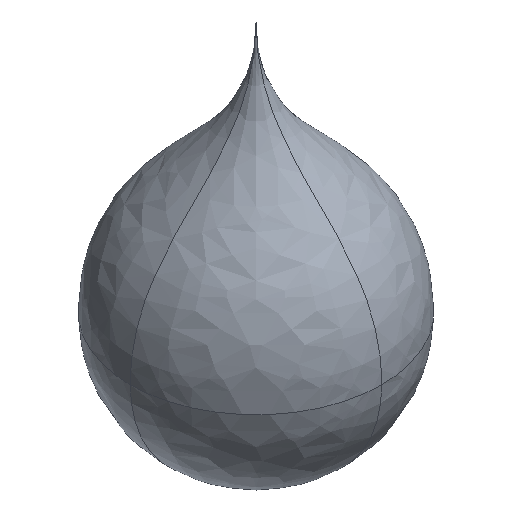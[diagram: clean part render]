
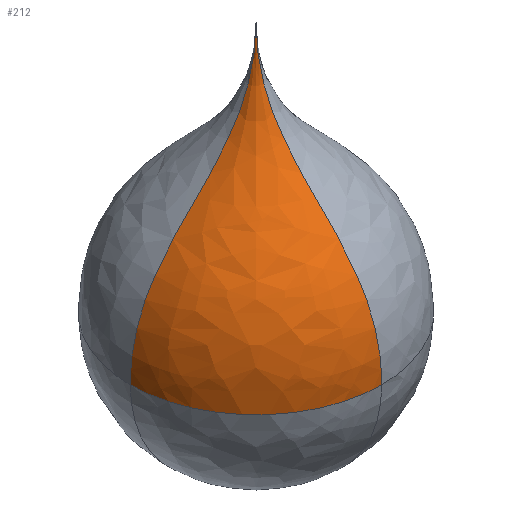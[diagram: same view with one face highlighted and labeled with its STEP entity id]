
A CAD part, isometric view. The second image highlights one B-rep face of the part: STEP entity #212.
In plain terms, the highlighted free-form (B-spline) face has degree [3, 2] with [4, 3] control points.
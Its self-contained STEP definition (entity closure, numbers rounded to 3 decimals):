
#22 = VERTEX_POINT('',#23);
#23 = CARTESIAN_POINT('',(0.,0.,1.));
#53 = ( BOUNDED_SURFACE() B_SPLINE_SURFACE(3,2,(
    (#54,#55,#56)
    ,(#57,#58,#59)
    ,(#60,#61,#62)
    ,(#63,#64,#65
)),.UNSPECIFIED.,.F.,.F.,.F.) B_SPLINE_SURFACE_WITH_KNOTS((4,4),(3,3),(
    0.,1.),(0.,1.),.PIECEWISE_BEZIER_KNOTS.) 
GEOMETRIC_REPRESENTATION_ITEM() RATIONAL_B_SPLINE_SURFACE((
    (1.,0.707,1.)
    ,(1.,0.707,1.)
    ,(1.,0.707,1.)
,(1.,0.707,1.))) REPRESENTATION_ITEM('') SURFACE() );
#54 = CARTESIAN_POINT('',(0.,-0.,1.));
#55 = CARTESIAN_POINT('',(0.,-0.,1.));
#56 = CARTESIAN_POINT('',(0.,0.,1.));
#57 = CARTESIAN_POINT('',(0.,-0.,0.));
#58 = CARTESIAN_POINT('',(0.,-0.,0.));
#59 = CARTESIAN_POINT('',(0.,0.,0.));
#60 = CARTESIAN_POINT('',(0.,-1.,0.));
#61 = CARTESIAN_POINT('',(1.,-1.,0.));
#62 = CARTESIAN_POINT('',(1.,0.,0.));
#63 = CARTESIAN_POINT('',(0.,-1.,-1.));
#64 = CARTESIAN_POINT('',(1.,-1.,-1.));
#65 = CARTESIAN_POINT('',(1.,0.,-1.));
#121 = ( BOUNDED_SURFACE() B_SPLINE_SURFACE(3,2,(
    (#122,#123,#124)
    ,(#125,#126,#127)
    ,(#128,#129,#130)
    ,(#131,#132,#133
)),.UNSPECIFIED.,.F.,.F.,.F.) B_SPLINE_SURFACE_WITH_KNOTS((4,4),(3,3),(
    0.,1.),(0.,1.),.PIECEWISE_BEZIER_KNOTS.) 
GEOMETRIC_REPRESENTATION_ITEM() RATIONAL_B_SPLINE_SURFACE((
    (1.,0.707,1.)
    ,(1.,0.707,1.)
    ,(1.,0.707,1.)
,(1.,0.707,1.))) REPRESENTATION_ITEM('') SURFACE() );
#122 = CARTESIAN_POINT('',(0.,0.,1.));
#123 = CARTESIAN_POINT('',(-0.,0.,1.));
#124 = CARTESIAN_POINT('',(-0.,0.,1.));
#125 = CARTESIAN_POINT('',(0.,0.,0.));
#126 = CARTESIAN_POINT('',(-0.,0.,0.));
#127 = CARTESIAN_POINT('',(-0.,0.,0.));
#128 = CARTESIAN_POINT('',(0.,1.,0.));
#129 = CARTESIAN_POINT('',(-1.,1.,0.));
#130 = CARTESIAN_POINT('',(-1.,0.,0.));
#131 = CARTESIAN_POINT('',(0.,1.,-1.));
#132 = CARTESIAN_POINT('',(-1.,1.,-1.));
#133 = CARTESIAN_POINT('',(-1.,0.,-1.));
#146 = VERTEX_POINT('',#147);
#147 = CARTESIAN_POINT('',(-1.,0.,-1.));
#178 = EDGE_CURVE('',#22,#146,#179,.T.);
#179 = SURFACE_CURVE('',#180,(#185,#192),.PCURVE_S1.);
#180 = B_SPLINE_CURVE_WITH_KNOTS('',3,(#181,#182,#183,#184),
  .UNSPECIFIED.,.F.,.F.,(4,4),(0.,1.),.PIECEWISE_BEZIER_KNOTS.);
#181 = CARTESIAN_POINT('',(0.,0.,1.));
#182 = CARTESIAN_POINT('',(0.,0.,0.));
#183 = CARTESIAN_POINT('',(-1.,0.,0.));
#184 = CARTESIAN_POINT('',(-1.,0.,-1.));
#185 = PCURVE('',#121,#186);
#186 = DEFINITIONAL_REPRESENTATION('',(#187),#191);
#187 = LINE('',#188,#189);
#188 = CARTESIAN_POINT('',(0.,1.));
#189 = VECTOR('',#190,1.);
#190 = DIRECTION('',(1.,0.));
#191 = ( GEOMETRIC_REPRESENTATION_CONTEXT(2) 
PARAMETRIC_REPRESENTATION_CONTEXT() REPRESENTATION_CONTEXT('2D SPACE',''
  ) );
#192 = PCURVE('',#193,#206);
#193 = ( BOUNDED_SURFACE() B_SPLINE_SURFACE(3,2,(
    (#194,#195,#196)
    ,(#197,#198,#199)
    ,(#200,#201,#202)
    ,(#203,#204,#205
)),.UNSPECIFIED.,.F.,.F.,.F.) B_SPLINE_SURFACE_WITH_KNOTS((4,4),(3,3),(
    0.,1.),(0.,1.),.PIECEWISE_BEZIER_KNOTS.) 
GEOMETRIC_REPRESENTATION_ITEM() RATIONAL_B_SPLINE_SURFACE((
    (1.,0.707,1.)
    ,(1.,0.707,1.)
    ,(1.,0.707,1.)
,(1.,0.707,1.))) REPRESENTATION_ITEM('') SURFACE() );
#194 = CARTESIAN_POINT('',(-0.,0.,1.));
#195 = CARTESIAN_POINT('',(-0.,-0.,1.));
#196 = CARTESIAN_POINT('',(0.,-0.,1.));
#197 = CARTESIAN_POINT('',(-0.,0.,0.));
#198 = CARTESIAN_POINT('',(-0.,-0.,0.));
#199 = CARTESIAN_POINT('',(0.,-0.,0.));
#200 = CARTESIAN_POINT('',(-1.,0.,0.));
#201 = CARTESIAN_POINT('',(-1.,-1.,0.));
#202 = CARTESIAN_POINT('',(0.,-1.,0.));
#203 = CARTESIAN_POINT('',(-1.,0.,-1.));
#204 = CARTESIAN_POINT('',(-1.,-1.,-1.));
#205 = CARTESIAN_POINT('',(0.,-1.,-1.));
#206 = DEFINITIONAL_REPRESENTATION('',(#207),#211);
#207 = LINE('',#208,#209);
#208 = CARTESIAN_POINT('',(0.,0.));
#209 = VECTOR('',#210,1.);
#210 = DIRECTION('',(1.,0.));
#211 = ( GEOMETRIC_REPRESENTATION_CONTEXT(2) 
PARAMETRIC_REPRESENTATION_CONTEXT() REPRESENTATION_CONTEXT('2D SPACE',''
  ) );
#212 = ADVANCED_FACE('',(#213),#193,.T.);
#213 = FACE_BOUND('',#214,.T.);
#214 = EDGE_LOOP('',(#215,#216,#249));
#215 = ORIENTED_EDGE('',*,*,#178,.T.);
#216 = ORIENTED_EDGE('',*,*,#217,.T.);
#217 = EDGE_CURVE('',#146,#218,#220,.T.);
#218 = VERTEX_POINT('',#219);
#219 = CARTESIAN_POINT('',(0.,-1.,-1.));
#220 = SURFACE_CURVE('',#221,(#225,#232),.PCURVE_S1.);
#221 = ( BOUNDED_CURVE() B_SPLINE_CURVE(2,(#222,#223,#224),
.UNSPECIFIED.,.F.,.F.) B_SPLINE_CURVE_WITH_KNOTS((3,3),(0.,1.),
.PIECEWISE_BEZIER_KNOTS.) CURVE() GEOMETRIC_REPRESENTATION_ITEM() 
RATIONAL_B_SPLINE_CURVE((1.,0.707,1.)) REPRESENTATION_ITEM('') 
  );
#222 = CARTESIAN_POINT('',(-1.,0.,-1.));
#223 = CARTESIAN_POINT('',(-1.,-1.,-1.));
#224 = CARTESIAN_POINT('',(0.,-1.,-1.));
#225 = PCURVE('',#193,#226);
#226 = DEFINITIONAL_REPRESENTATION('',(#227),#231);
#227 = LINE('',#228,#229);
#228 = CARTESIAN_POINT('',(1.,0.));
#229 = VECTOR('',#230,1.);
#230 = DIRECTION('',(0.,1.));
#231 = ( GEOMETRIC_REPRESENTATION_CONTEXT(2) 
PARAMETRIC_REPRESENTATION_CONTEXT() REPRESENTATION_CONTEXT('2D SPACE',''
  ) );
#232 = PCURVE('',#233,#243);
#233 = ( BOUNDED_SURFACE() B_SPLINE_SURFACE(2,2,(
    (#234,#235,#236)
    ,(#237,#238,#239)
    ,(#240,#241,#242
)),.UNSPECIFIED.,.F.,.F.,.F.) B_SPLINE_SURFACE_WITH_KNOTS((3,3),(3,3),(
    0.,1.),(0.,1.),.PIECEWISE_BEZIER_KNOTS.) 
GEOMETRIC_REPRESENTATION_ITEM() RATIONAL_B_SPLINE_SURFACE((
    (1.,0.707,1.)
    ,(0.707,0.5,0.707)
,(1.,0.707,1.))) REPRESENTATION_ITEM('') SURFACE() );
#234 = CARTESIAN_POINT('',(-1.,0.,-1.));
#235 = CARTESIAN_POINT('',(-1.,-1.,-1.));
#236 = CARTESIAN_POINT('',(0.,-1.,-1.));
#237 = CARTESIAN_POINT('',(-1.,0.,-2.));
#238 = CARTESIAN_POINT('',(-1.,-1.,-2.));
#239 = CARTESIAN_POINT('',(0.,-1.,-2.));
#240 = CARTESIAN_POINT('',(-0.,0.,-2.));
#241 = CARTESIAN_POINT('',(-0.,-0.,-2.));
#242 = CARTESIAN_POINT('',(0.,-0.,-2.));
#243 = DEFINITIONAL_REPRESENTATION('',(#244),#248);
#244 = LINE('',#245,#246);
#245 = CARTESIAN_POINT('',(0.,0.));
#246 = VECTOR('',#247,1.);
#247 = DIRECTION('',(0.,1.));
#248 = ( GEOMETRIC_REPRESENTATION_CONTEXT(2) 
PARAMETRIC_REPRESENTATION_CONTEXT() REPRESENTATION_CONTEXT('2D SPACE',''
  ) );
#249 = ORIENTED_EDGE('',*,*,#250,.F.);
#250 = EDGE_CURVE('',#22,#218,#251,.T.);
#251 = SURFACE_CURVE('',#252,(#257,#264),.PCURVE_S1.);
#252 = B_SPLINE_CURVE_WITH_KNOTS('',3,(#253,#254,#255,#256),
  .UNSPECIFIED.,.F.,.F.,(4,4),(0.,1.),.PIECEWISE_BEZIER_KNOTS.);
#253 = CARTESIAN_POINT('',(0.,0.,1.));
#254 = CARTESIAN_POINT('',(0.,0.,0.));
#255 = CARTESIAN_POINT('',(0.,-1.,0.));
#256 = CARTESIAN_POINT('',(0.,-1.,-1.));
#257 = PCURVE('',#193,#258);
#258 = DEFINITIONAL_REPRESENTATION('',(#259),#263);
#259 = LINE('',#260,#261);
#260 = CARTESIAN_POINT('',(0.,1.));
#261 = VECTOR('',#262,1.);
#262 = DIRECTION('',(1.,0.));
#263 = ( GEOMETRIC_REPRESENTATION_CONTEXT(2) 
PARAMETRIC_REPRESENTATION_CONTEXT() REPRESENTATION_CONTEXT('2D SPACE',''
  ) );
#264 = PCURVE('',#53,#265);
#265 = DEFINITIONAL_REPRESENTATION('',(#266),#270);
#266 = LINE('',#267,#268);
#267 = CARTESIAN_POINT('',(0.,0.));
#268 = VECTOR('',#269,1.);
#269 = DIRECTION('',(1.,0.));
#270 = ( GEOMETRIC_REPRESENTATION_CONTEXT(2) 
PARAMETRIC_REPRESENTATION_CONTEXT() REPRESENTATION_CONTEXT('2D SPACE',''
  ) );
